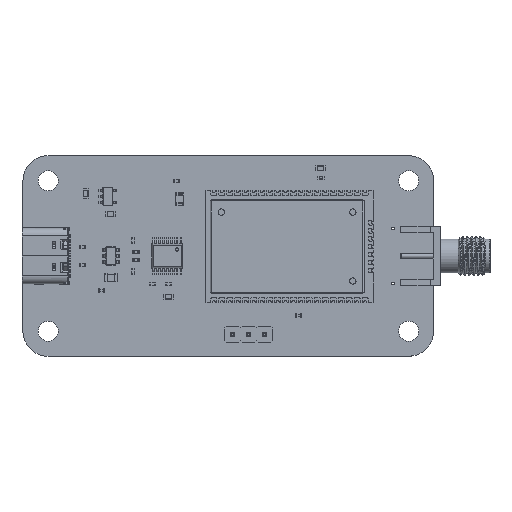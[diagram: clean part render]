
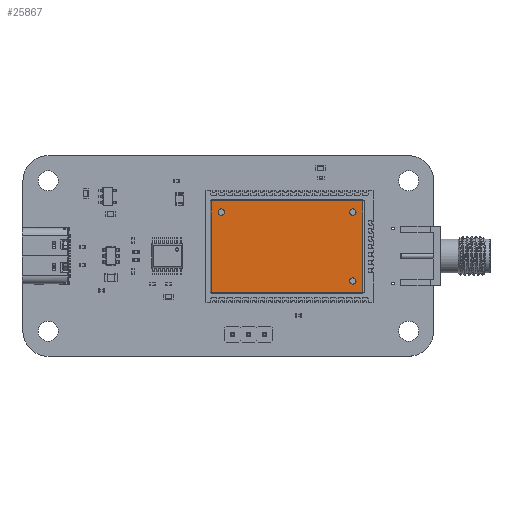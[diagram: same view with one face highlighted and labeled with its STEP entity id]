
A CAD part, top view. The second image highlights one B-rep face of the part: STEP entity #25867.
In plain terms, the highlighted face is planar.
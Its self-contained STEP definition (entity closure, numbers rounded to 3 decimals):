
#25303 = EDGE_CURVE('',#25304,#25306,#25308,.T.);
#25304 = VERTEX_POINT('',#25305);
#25305 = CARTESIAN_POINT('',(-5.5,3.34,9.615));
#25306 = VERTEX_POINT('',#25307);
#25307 = CARTESIAN_POINT('',(-5.5,3.34,10.615));
#25308 = CIRCLE('',#25309,0.5);
#25309 = AXIS2_PLACEMENT_3D('',#25310,#25311,#25312);
#25310 = CARTESIAN_POINT('',(-5.5,3.34,10.115));
#25311 = DIRECTION('',(0.,1.,0.));
#25312 = DIRECTION('',(0.,0.,-1.));
#25361 = EDGE_CURVE('',#25362,#25364,#25366,.T.);
#25362 = VERTEX_POINT('',#25363);
#25363 = CARTESIAN_POINT('',(5.5,3.34,9.615));
#25364 = VERTEX_POINT('',#25365);
#25365 = CARTESIAN_POINT('',(5.5,3.34,10.615));
#25366 = CIRCLE('',#25367,0.5);
#25367 = AXIS2_PLACEMENT_3D('',#25368,#25369,#25370);
#25368 = CARTESIAN_POINT('',(5.5,3.34,10.115));
#25369 = DIRECTION('',(0.,1.,0.));
#25370 = DIRECTION('',(0.,0.,-1.));
#25419 = EDGE_CURVE('',#25420,#25422,#25424,.T.);
#25420 = VERTEX_POINT('',#25421);
#25421 = CARTESIAN_POINT('',(5.5,3.34,-11.375));
#25422 = VERTEX_POINT('',#25423);
#25423 = CARTESIAN_POINT('',(5.5,3.34,-10.375));
#25424 = CIRCLE('',#25425,0.5);
#25425 = AXIS2_PLACEMENT_3D('',#25426,#25427,#25428);
#25426 = CARTESIAN_POINT('',(5.5,3.34,-10.875));
#25427 = DIRECTION('',(0.,1.,0.));
#25428 = DIRECTION('',(0.,0.,-1.));
#25454 = VERTEX_POINT('',#25455);
#25455 = CARTESIAN_POINT('',(7.27,3.34,11.715));
#25527 = VERTEX_POINT('',#25528);
#25528 = CARTESIAN_POINT('',(-7.27,3.34,11.715));
#25600 = VERTEX_POINT('',#25601);
#25601 = CARTESIAN_POINT('',(-7.27,3.34,-12.475));
#25673 = VERTEX_POINT('',#25674);
#25674 = CARTESIAN_POINT('',(7.27,3.34,-12.475));
#25744 = EDGE_CURVE('',#25673,#25600,#25745,.T.);
#25745 = LINE('',#25746,#25747);
#25746 = CARTESIAN_POINT('',(0.,3.34,-12.475));
#25747 = VECTOR('',#25748,1.);
#25748 = DIRECTION('',(-1.,0.,0.));
#25766 = EDGE_CURVE('',#25600,#25527,#25767,.T.);
#25767 = LINE('',#25768,#25769);
#25768 = CARTESIAN_POINT('',(-7.27,3.34,0.));
#25769 = VECTOR('',#25770,1.);
#25770 = DIRECTION('',(0.,0.,1.));
#25795 = EDGE_CURVE('',#25454,#25673,#25796,.T.);
#25796 = LINE('',#25797,#25798);
#25797 = CARTESIAN_POINT('',(7.27,3.34,0.));
#25798 = VECTOR('',#25799,1.);
#25799 = DIRECTION('',(0.,0.,-1.));
#25810 = EDGE_CURVE('',#25527,#25454,#25811,.T.);
#25811 = LINE('',#25812,#25813);
#25812 = CARTESIAN_POINT('',(0.,3.34,11.715));
#25813 = VECTOR('',#25814,1.);
#25814 = DIRECTION('',(1.,0.,0.));
#25867 = ADVANCED_FACE('',(#25868,#25878,#25888,#25898),#25904,.F.);
#25868 = FACE_BOUND('',#25869,.T.);
#25869 = EDGE_LOOP('',(#25870,#25871));
#25870 = ORIENTED_EDGE('',*,*,#25419,.F.);
#25871 = ORIENTED_EDGE('',*,*,#25872,.F.);
#25872 = EDGE_CURVE('',#25422,#25420,#25873,.T.);
#25873 = CIRCLE('',#25874,0.5);
#25874 = AXIS2_PLACEMENT_3D('',#25875,#25876,#25877);
#25875 = CARTESIAN_POINT('',(5.5,3.34,-10.875));
#25876 = DIRECTION('',(0.,1.,0.));
#25877 = DIRECTION('',(0.,0.,-1.));
#25878 = FACE_BOUND('',#25879,.T.);
#25879 = EDGE_LOOP('',(#25880,#25881));
#25880 = ORIENTED_EDGE('',*,*,#25361,.F.);
#25881 = ORIENTED_EDGE('',*,*,#25882,.F.);
#25882 = EDGE_CURVE('',#25364,#25362,#25883,.T.);
#25883 = CIRCLE('',#25884,0.5);
#25884 = AXIS2_PLACEMENT_3D('',#25885,#25886,#25887);
#25885 = CARTESIAN_POINT('',(5.5,3.34,10.115));
#25886 = DIRECTION('',(0.,1.,0.));
#25887 = DIRECTION('',(0.,0.,-1.));
#25888 = FACE_BOUND('',#25889,.T.);
#25889 = EDGE_LOOP('',(#25890,#25891));
#25890 = ORIENTED_EDGE('',*,*,#25303,.F.);
#25891 = ORIENTED_EDGE('',*,*,#25892,.F.);
#25892 = EDGE_CURVE('',#25306,#25304,#25893,.T.);
#25893 = CIRCLE('',#25894,0.5);
#25894 = AXIS2_PLACEMENT_3D('',#25895,#25896,#25897);
#25895 = CARTESIAN_POINT('',(-5.5,3.34,10.115));
#25896 = DIRECTION('',(0.,1.,0.));
#25897 = DIRECTION('',(0.,0.,-1.));
#25898 = FACE_BOUND('',#25899,.T.);
#25899 = EDGE_LOOP('',(#25900,#25901,#25902,#25903));
#25900 = ORIENTED_EDGE('',*,*,#25795,.T.);
#25901 = ORIENTED_EDGE('',*,*,#25744,.T.);
#25902 = ORIENTED_EDGE('',*,*,#25766,.T.);
#25903 = ORIENTED_EDGE('',*,*,#25810,.T.);
#25904 = PLANE('',#25905);
#25905 = AXIS2_PLACEMENT_3D('',#25906,#25907,#25908);
#25906 = CARTESIAN_POINT('',(0.,3.34,0.)
  );
#25907 = DIRECTION('',(0.,-1.,0.));
#25908 = DIRECTION('',(0.,0.,1.));
